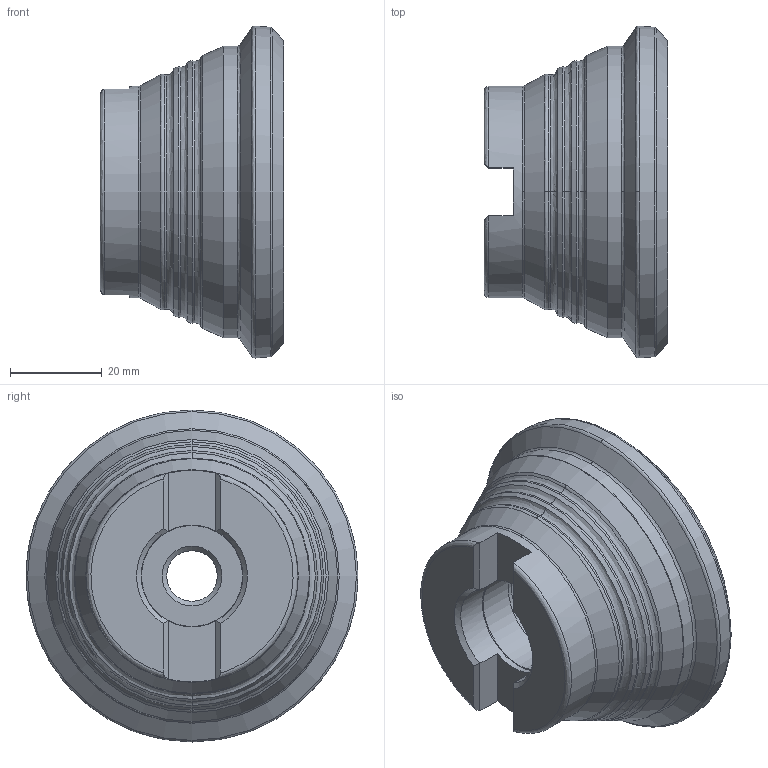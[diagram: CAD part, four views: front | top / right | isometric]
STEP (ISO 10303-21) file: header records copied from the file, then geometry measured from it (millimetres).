
FILE_DESCRIPTION (( 'STEP AP214' ), '1' );
FILE_NAME ('45PP-063-525-7.STEP', '2014-11-17T08:25:24', ( '' ), ( '' ), 'SwSTEP 2.0', 'SolidWorks 2014', '' );
FILE_SCHEMA (( 'AUTOMOTIVE_DESIGN' ));
Length unit declared in the file: millimetre
Products named in the file (1): 45PP-063-525-7
Bounding box: 40 x 72.23 x 72.23 mm (x, y, z)
Volume: 85880.1 mm3; surface area: 15612.8 mm2
Topology: 1 solids, 1 shells, 73 faces, 166 edges, 97 vertices
Faces by surface type: bspline 36, plane 16, cone 14, cylinder 7
Full cylindrical faces by diameter (mm): 11 x1, 16.5 x1, 22 x1, 22.15 x1, 22.3 x1, 46 x1, 63.37 x1
Entity records: 2656 total; most frequent: CARTESIAN_POINT 1334, ORIENTED_EDGE 282, DIRECTION 238, EDGE_CURVE 141, AXIS2_PLACEMENT_3D 109, EDGE_LOOP 96, VERTEX_POINT 91, FACE_OUTER_BOUND 80
